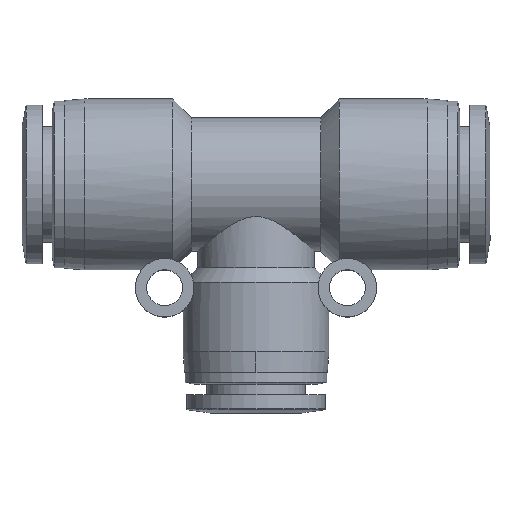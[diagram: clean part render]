
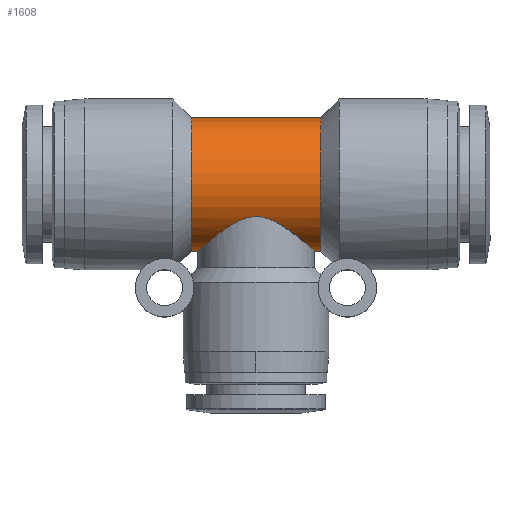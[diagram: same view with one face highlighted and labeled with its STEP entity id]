
A CAD part, top view. The second image highlights one B-rep face of the part: STEP entity #1608.
In plain terms, the highlighted cylindrical face has radius 8 mm (diameter 16 mm), a partial arc.
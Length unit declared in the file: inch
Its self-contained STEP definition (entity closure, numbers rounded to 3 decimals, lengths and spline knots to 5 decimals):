
#187 = ORIENTED_EDGE ( 'NONE', *, *, #4484, .T. ) ;
#206 = CIRCLE ( 'NONE', #2621, 0.31496 ) ;
#319 = CARTESIAN_POINT ( 'NONE',  ( 0.19803, -0.2499, 0.19185 ) ) ;
#333 = CARTESIAN_POINT ( 'NONE',  ( 0.17974, -0.23558, 0.2096 ) ) ;
#438 = LINE ( 'NONE', #2250, #4397 ) ;
#448 = DIRECTION ( 'NONE',  ( 1., 0., 0. ) ) ;
#701 = CARTESIAN_POINT ( 'NONE',  ( -0.13841, -0.20569, 0.2389 ) ) ;
#721 = CARTESIAN_POINT ( 'NONE',  ( 0.16675, -0.22574, 0.22005 ) ) ;
#855 = AXIS2_PLACEMENT_3D ( 'NONE', #2767, #448, #3122 ) ;
#894 = EDGE_CURVE ( 'NONE', #1911, #1862, #4800, .T. ) ;
#909 = CARTESIAN_POINT ( 'NONE',  ( -0.2445, -0.28812, 0.12849 ) ) ;
#958 = CARTESIAN_POINT ( 'NONE',  ( -0.27559, -0.31496, 0. ) ) ;
#1085 = DIRECTION ( 'NONE',  ( 1., 0., 0. ) ) ;
#1097 = CARTESIAN_POINT ( 'NONE',  ( 0., -0.31496, 0. ) ) ;
#1105 = CARTESIAN_POINT ( 'NONE',  ( -0.15935, -0.2205, 0.225 ) ) ;
#1123 = CARTESIAN_POINT ( 'NONE',  ( 0.14592, -0.21099, 0.23394 ) ) ;
#1213 = CARTESIAN_POINT ( 'NONE',  ( -0.2557, -0.29771, 0.10321 ) ) ;
#1235 = CARTESIAN_POINT ( 'NONE',  ( -0.07454, -0.16956, 0.26547 ) ) ;
#1258 = CARTESIAN_POINT ( 'NONE',  ( -0.25905, -0.30059, 0.09452 ) ) ;
#1274 = CARTESIAN_POINT ( 'NONE',  ( -0.26492, -0.30566, 0.07653 ) ) ;
#1309 = CARTESIAN_POINT ( 'NONE',  ( -0.26744, -0.30785, 0.06721 ) ) ;
#1324 = CARTESIAN_POINT ( 'NONE',  ( 0., -0.31496, 0. ) ) ;
#1336 = CYLINDRICAL_SURFACE ( 'NONE', #2305, 0.31496 ) ;
#1451 = DIRECTION ( 'NONE',  ( 0., 1., 0. ) ) ;
#1472 = CARTESIAN_POINT ( 'NONE',  ( 0.30512, -0.31496, 0. ) ) ;
#1495 = CARTESIAN_POINT ( 'NONE',  ( -0.16613, -0.22545, 0.22005 ) ) ;
#1516 = CARTESIAN_POINT ( 'NONE',  ( 0.13875, -0.20608, 0.23826 ) ) ;
#1557 = CARTESIAN_POINT ( 'NONE',  ( -0.03821, -0.15691, 0.2731 ) ) ;
#1608 = ADVANCED_FACE ( 'NONE', ( #1842 ), #1336, .T. ) ;
#1658 = CARTESIAN_POINT ( 'NONE',  ( -0.04766, -0.15953, 0.2716 ) ) ;
#1794 = EDGE_CURVE ( 'NONE', #2024, #1911, #1825, .T. ) ;
#1825 = LINE ( 'NONE', #1324, #1831 ) ;
#1831 = VECTOR ( 'NONE', #3549, 39.37008 ) ;
#1842 = FACE_OUTER_BOUND ( 'NONE', #1918, .T. ) ;
#1862 = VERTEX_POINT ( 'NONE', #4758 ) ;
#1871 = DIRECTION ( 'NONE',  ( 1., 0., 0. ) ) ;
#1894 = CARTESIAN_POINT ( 'NONE',  ( -0.17929, -0.23532, 0.20947 ) ) ;
#1910 = CARTESIAN_POINT ( 'NONE',  ( 0.11615, -0.19157, 0.25007 ) ) ;
#1911 = VERTEX_POINT ( 'NONE', #958 ) ;
#1918 = EDGE_LOOP ( 'NONE', ( #2576, #3410, #2188, #187, #3535, #2948 ) ) ;
#1987 = CARTESIAN_POINT ( 'NONE',  ( -0.27349, -0.31312, 0.03903 ) ) ;
#2024 = VERTEX_POINT ( 'NONE', #4883 ) ;
#2042 = CARTESIAN_POINT ( 'NONE',  ( -0.06581, -0.16586, 0.26778 ) ) ;
#2188 = ORIENTED_EDGE ( 'NONE', *, *, #894, .T. ) ;
#2234 = LINE ( 'NONE', #1097, #3135 ) ;
#2250 = CARTESIAN_POINT ( 'NONE',  ( 0., 0.31496, 0. ) ) ;
#2265 = CARTESIAN_POINT ( 'NONE',  ( -0.30512, 0.31496, 0. ) ) ;
#2269 = CARTESIAN_POINT ( 'NONE',  ( 0.22052, -0.26809, 0.16553 ) ) ;
#2276 = DIRECTION ( 'NONE',  ( 1., 0., 0. ) ) ;
#2279 = CARTESIAN_POINT ( 'NONE',  ( 0.09235, -0.1778, 0.26023 ) ) ;
#2305 = AXIS2_PLACEMENT_3D ( 'NONE', #4815, #4042, #1451 ) ;
#2576 = ORIENTED_EDGE ( 'NONE', *, *, #4529, .T. ) ;
#2603 = CARTESIAN_POINT ( 'NONE',  ( 0.21519, -0.26371, 0.17239 ) ) ;
#2619 = EDGE_CURVE ( 'NONE', #2671, #4451, #438, .T. ) ;
#2621 = AXIS2_PLACEMENT_3D ( 'NONE', #4541, #2276, #4895 ) ;
#2655 = CARTESIAN_POINT ( 'NONE',  ( 0.07567, -0.16938, 0.26565 ) ) ;
#2668 = CARTESIAN_POINT ( 'NONE',  ( 0.12388, -0.19638, 0.24632 ) ) ;
#2671 = VERTEX_POINT ( 'NONE', #2265 ) ;
#2767 = CARTESIAN_POINT ( 'NONE',  ( 0.30512, 0., 0. ) ) ;
#2948 = ORIENTED_EDGE ( 'NONE', *, *, #2619, .F. ) ;
#3005 = CARTESIAN_POINT ( 'NONE',  ( 0.04844, -0.15976, 0.27146 ) ) ;
#3023 = CARTESIAN_POINT ( 'NONE',  ( 0.03905, -0.15712, 0.27298 ) ) ;
#3034 = EDGE_CURVE ( 'NONE', #4451, #4445, #3186, .T. ) ;
#3122 = DIRECTION ( 'NONE',  ( 0., 1., 0. ) ) ;
#3135 = VECTOR ( 'NONE', #1871, 39.37008 ) ;
#3186 = CIRCLE ( 'NONE', #855, 0.31496 ) ;
#3317 = CARTESIAN_POINT ( 'NONE',  ( 0.27559, -0.31496, 0. ) ) ;
#3327 = CARTESIAN_POINT ( 'NONE',  ( 0.30512, 0.31496, 0. ) ) ;
#3353 = CARTESIAN_POINT ( 'NONE',  ( -0.18568, -0.24024, 0.20382 ) ) ;
#3372 = CARTESIAN_POINT ( 'NONE',  ( 0.02005, -0.15351, 0.27503 ) ) ;
#3410 = ORIENTED_EDGE ( 'NONE', *, *, #1794, .T. ) ;
#3523 = CARTESIAN_POINT ( 'NONE',  ( -0.27559, -0.31496, 0. ) ) ;
#3535 = ORIENTED_EDGE ( 'NONE', *, *, #3034, .F. ) ;
#3549 = DIRECTION ( 'NONE',  ( 1., 0., 0. ) ) ;
#3700 = CARTESIAN_POINT ( 'NONE',  ( 0.20394, -0.25462, 0.18556 ) ) ;
#3728 = CARTESIAN_POINT ( 'NONE',  ( 0.27559, -0.31496, 0.0097 ) ) ;
#3729 = CARTESIAN_POINT ( 'NONE',  ( -0.23541, -0.28042, 0.14436 ) ) ;
#3780 = CARTESIAN_POINT ( 'NONE',  ( -0.09149, -0.17767, 0.26011 ) ) ;
#3821 = CARTESIAN_POINT ( 'NONE',  ( -0.27559, -0.31496, 0.01969 ) ) ;
#4042 = DIRECTION ( 'NONE',  ( 1., 0., 0. ) ) ;
#4114 = CARTESIAN_POINT ( 'NONE',  ( 0.27508, -0.31451, 0.01938 ) ) ;
#4117 = CARTESIAN_POINT ( 'NONE',  ( -0.20401, -0.25458, 0.18607 ) ) ;
#4132 = CARTESIAN_POINT ( 'NONE',  ( 0.27303, -0.31272, 0.0387 ) ) ;
#4134 = CARTESIAN_POINT ( 'NONE',  ( 0.01037, -0.15251, 0.27557 ) ) ;
#4255 = CARTESIAN_POINT ( 'NONE',  ( -0.09974, -0.18209, 0.25705 ) ) ;
#4397 = VECTOR ( 'NONE', #1085, 39.37008 ) ;
#4445 = VERTEX_POINT ( 'NONE', #1472 ) ;
#4451 = VERTEX_POINT ( 'NONE', #3327 ) ;
#4482 = CARTESIAN_POINT ( 'NONE',  ( 0.27148, -0.31137, 0.0484 ) ) ;
#4484 = EDGE_CURVE ( 'NONE', #1862, #4445, #2234, .T. ) ;
#4499 = CARTESIAN_POINT ( 'NONE',  ( 0.26543, -0.3061, 0.07659 ) ) ;
#4529 = EDGE_CURVE ( 'NONE', #2671, #2024, #206, .T. ) ;
#4531 = CARTESIAN_POINT ( 'NONE',  ( -0.21519, -0.26367, 0.17307 ) ) ;
#4541 = CARTESIAN_POINT ( 'NONE',  ( -0.30512, 0., 0. ) ) ;
#4548 = CARTESIAN_POINT ( 'NONE',  ( -0.00942, -0.15245, 0.27561 ) ) ;
#4650 = CARTESIAN_POINT ( 'NONE',  ( -0.12365, -0.19588, 0.2469 ) ) ;
#4758 = CARTESIAN_POINT ( 'NONE',  ( 0.27559, -0.31496, 0. ) ) ;
#4800 = B_SPLINE_CURVE_WITH_KNOTS ( 'NONE', 3,
 ( #3523, #3821, #1987, #1309, #1274, #1258, #1213, #909, #3729, #4531, #4117, #3353, #1894, #1495, #1105, #701, #4650, #4255, #3780, #1235, #2042, #1658, #1557, #4902, #4548, #4134, #3372, #3023, #3005, #2655, #2279, #1910, #2668, #1516, #1123, #721, #333, #319, #3700, #2603, #2269, #4887, #4855, #4837, #4499, #4482, #4132, #4114, #3728, #3317 ),
 .UNSPECIFIED., .F., .F.,
 ( 4, 2, 2, 2, 2, 2, 2, 2, 2, 2, 2, 2, 2, 2, 2, 2, 2, 2, 2, 2, 2, 2, 2, 2, 4 ),
 ( 0.03558, 0.03706, 0.0378, 0.03855, 0.04003, 0.04151, 0.04225, 0.04299, 0.04447, 0.04521, 0.04595, 0.0467, 0.04744, 0.04818, 0.04892, 0.0504, 0.05114, 0.05188, 0.05336, 0.0541, 0.05485, 0.05633, 0.05781, 0.05855, 0.05929 ),
 .UNSPECIFIED. ) ;
#4815 = CARTESIAN_POINT ( 'NONE',  ( 0., 0., 0. ) ) ;
#4837 = CARTESIAN_POINT ( 'NONE',  ( 0.25958, -0.30102, 0.09442 ) ) ;
#4855 = CARTESIAN_POINT ( 'NONE',  ( 0.24457, -0.28818, 0.12838 ) ) ;
#4883 = CARTESIAN_POINT ( 'NONE',  ( -0.30512, -0.31496, 0. ) ) ;
#4887 = CARTESIAN_POINT ( 'NONE',  ( 0.23563, -0.2806, 0.144 ) ) ;
#4895 = DIRECTION ( 'NONE',  ( 0., 1., 0. ) ) ;
#4902 = CARTESIAN_POINT ( 'NONE',  ( -0.01913, -0.15339, 0.27509 ) ) ;
